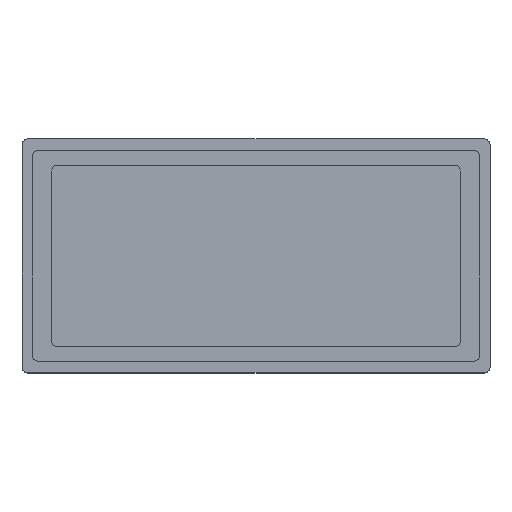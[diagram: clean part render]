
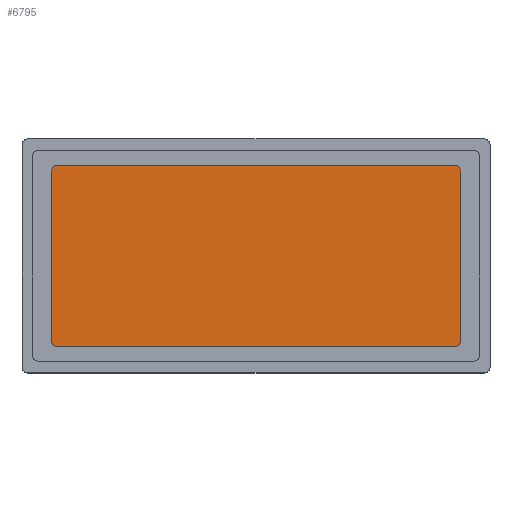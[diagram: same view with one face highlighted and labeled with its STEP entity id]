
A CAD part, top view. The second image highlights one B-rep face of the part: STEP entity #6795.
In plain terms, the highlighted planar face has unit normal (0, 0, 1).
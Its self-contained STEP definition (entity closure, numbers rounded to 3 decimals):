
#311 = CARTESIAN_POINT ( 'NONE',  ( 5., 34.5, 19.5 ) ) ;
#377 = VERTEX_POINT ( 'NONE', #11201 ) ;
#385 = CARTESIAN_POINT ( 'NONE',  ( 75., 5.5, 19.5 ) ) ;
#1076 = DIRECTION ( 'NONE',  ( 0., 0., 1. ) ) ;
#1084 = DIRECTION ( 'NONE',  ( 1., 0., 0. ) ) ;
#1122 = EDGE_CURVE ( 'NONE', #12047, #377, #3315, .T. ) ;
#1274 = ORIENTED_EDGE ( 'NONE', *, *, #1122, .T. ) ;
#1661 = ORIENTED_EDGE ( 'NONE', *, *, #8291, .T. ) ;
#1715 = EDGE_CURVE ( 'NONE', #8844, #12047, #2072, .T. ) ;
#1728 = CARTESIAN_POINT ( 'NONE',  ( 6., 4.5, 19.5 ) ) ;
#1803 = CIRCLE ( 'NONE', #4481, 1. ) ;
#2072 = LINE ( 'NONE', #3605, #10589 ) ;
#2150 = VERTEX_POINT ( 'NONE', #1728 ) ;
#2217 = CARTESIAN_POINT ( 'NONE',  ( 6., 4.5, 19.5 ) ) ;
#2758 = CARTESIAN_POINT ( 'NONE',  ( 75., 34.5, 19.5 ) ) ;
#2854 = ORIENTED_EDGE ( 'NONE', *, *, #3313, .T. ) ;
#3313 = EDGE_CURVE ( 'NONE', #10688, #13724, #14216, .T. ) ;
#3315 = CIRCLE ( 'NONE', #10941, 1. ) ;
#3549 = DIRECTION ( 'NONE',  ( 0., 0., 1. ) ) ;
#3605 = CARTESIAN_POINT ( 'NONE',  ( 6., 35.5, 19.5 ) ) ;
#3718 = DIRECTION ( 'NONE',  ( 0., 1., 0. ) ) ;
#3726 = DIRECTION ( 'NONE',  ( 0., -1., 0. ) ) ;
#4059 = VECTOR ( 'NONE', #3726, 1000. ) ;
#4309 = CARTESIAN_POINT ( 'NONE',  ( 6., 5.5, 19.5 ) ) ;
#4441 = EDGE_CURVE ( 'NONE', #7278, #2150, #6225, .T. ) ;
#4481 = AXIS2_PLACEMENT_3D ( 'NONE', #6604, #1076, #12165 ) ;
#4645 = DIRECTION ( 'NONE',  ( 1., 0., 0. ) ) ;
#4709 = DIRECTION ( 'NONE',  ( -1., 0., 0. ) ) ;
#4887 = PLANE ( 'NONE',  #8209 ) ;
#5220 = LINE ( 'NONE', #2758, #12696 ) ;
#5419 = DIRECTION ( 'NONE',  ( 1., 0., 0. ) ) ;
#5476 = AXIS2_PLACEMENT_3D ( 'NONE', #8836, #9934, #1084 ) ;
#5595 = AXIS2_PLACEMENT_3D ( 'NONE', #4309, #12061, #5419 ) ;
#5726 = CARTESIAN_POINT ( 'NONE',  ( 74., 5.5, 19.5 ) ) ;
#5743 = LINE ( 'NONE', #2217, #14077 ) ;
#5974 = ORIENTED_EDGE ( 'NONE', *, *, #4441, .T. ) ;
#6194 = CARTESIAN_POINT ( 'NONE',  ( 74., 35.5, 19.5 ) ) ;
#6225 = CIRCLE ( 'NONE', #5595, 1. ) ;
#6259 = CARTESIAN_POINT ( 'NONE',  ( 6., 35.5, 19.5 ) ) ;
#6381 = ORIENTED_EDGE ( 'NONE', *, *, #11874, .T. ) ;
#6566 = EDGE_CURVE ( 'NONE', #12230, #8844, #1803, .T. ) ;
#6604 = CARTESIAN_POINT ( 'NONE',  ( 74., 34.5, 19.5 ) ) ;
#6795 = ADVANCED_FACE ( 'NONE', ( #10312 ), #4887, .T. ) ;
#7144 = DIRECTION ( 'NONE',  ( 0., 0., 1. ) ) ;
#7278 = VERTEX_POINT ( 'NONE', #12927 ) ;
#7771 = ORIENTED_EDGE ( 'NONE', *, *, #11793, .T. ) ;
#8209 = AXIS2_PLACEMENT_3D ( 'NONE', #5726, #7144, #4645 ) ;
#8291 = EDGE_CURVE ( 'NONE', #377, #7278, #12938, .T. ) ;
#8572 = ORIENTED_EDGE ( 'NONE', *, *, #6566, .T. ) ;
#8836 = CARTESIAN_POINT ( 'NONE',  ( 74., 5.5, 19.5 ) ) ;
#8844 = VERTEX_POINT ( 'NONE', #6194 ) ;
#9223 = EDGE_LOOP ( 'NONE', ( #2854, #6381, #8572, #14371, #1274, #1661, #5974, #7771 ) ) ;
#9934 = DIRECTION ( 'NONE',  ( 0., 0., 1. ) ) ;
#10312 = FACE_OUTER_BOUND ( 'NONE', #9223, .T. ) ;
#10527 = DIRECTION ( 'NONE',  ( 1., 0., 0. ) ) ;
#10589 = VECTOR ( 'NONE', #4709, 1000. ) ;
#10688 = VERTEX_POINT ( 'NONE', #12641 ) ;
#10941 = AXIS2_PLACEMENT_3D ( 'NONE', #12244, #3549, #10527 ) ;
#10977 = CARTESIAN_POINT ( 'NONE',  ( 75., 34.5, 19.5 ) ) ;
#10996 = DIRECTION ( 'NONE',  ( 1., 0., 0. ) ) ;
#11201 = CARTESIAN_POINT ( 'NONE',  ( 5., 34.5, 19.5 ) ) ;
#11793 = EDGE_CURVE ( 'NONE', #2150, #10688, #5743, .T. ) ;
#11874 = EDGE_CURVE ( 'NONE', #13724, #12230, #5220, .T. ) ;
#12047 = VERTEX_POINT ( 'NONE', #6259 ) ;
#12061 = DIRECTION ( 'NONE',  ( 0., 0., 1. ) ) ;
#12165 = DIRECTION ( 'NONE',  ( -1., 0., 0. ) ) ;
#12230 = VERTEX_POINT ( 'NONE', #10977 ) ;
#12244 = CARTESIAN_POINT ( 'NONE',  ( 6., 34.5, 19.5 ) ) ;
#12641 = CARTESIAN_POINT ( 'NONE',  ( 74., 4.5, 19.5 ) ) ;
#12696 = VECTOR ( 'NONE', #3718, 1000. ) ;
#12927 = CARTESIAN_POINT ( 'NONE',  ( 5., 5.5, 19.5 ) ) ;
#12938 = LINE ( 'NONE', #311, #4059 ) ;
#13724 = VERTEX_POINT ( 'NONE', #385 ) ;
#14077 = VECTOR ( 'NONE', #10996, 1000. ) ;
#14216 = CIRCLE ( 'NONE', #5476, 1. ) ;
#14371 = ORIENTED_EDGE ( 'NONE', *, *, #1715, .T. ) ;
